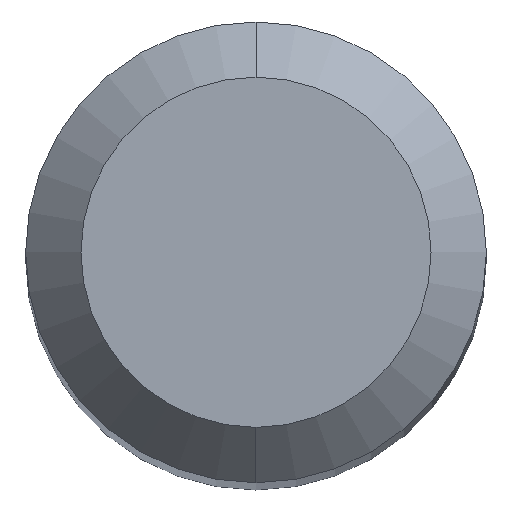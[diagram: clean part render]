
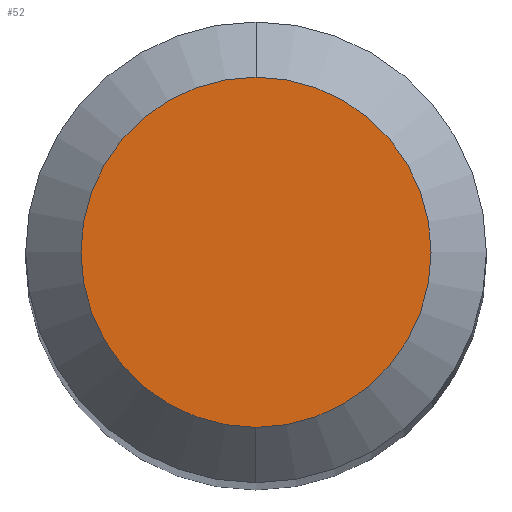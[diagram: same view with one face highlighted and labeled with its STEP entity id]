
A CAD part, top view. The second image highlights one B-rep face of the part: STEP entity #52.
In plain terms, the highlighted planar face has unit normal (0, 0, 1).
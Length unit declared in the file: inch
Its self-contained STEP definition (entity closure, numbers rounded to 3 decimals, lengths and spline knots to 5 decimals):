
#1 = ORIENTED_EDGE ( 'NONE', *, *, #10, .T. ) ;
#6 = DIRECTION ( 'NONE',  ( 0., -1., 0. ) ) ;
#10 = EDGE_CURVE ( 'NONE', #214, #58, #506, .T. ) ;
#52 = ADVANCED_FACE ( 'NONE', ( #453 ), #326, .F. ) ;
#58 = VERTEX_POINT ( 'NONE', #328 ) ;
#69 = CARTESIAN_POINT ( 'NONE',  ( 0., 0., 0. ) ) ;
#79 = CARTESIAN_POINT ( 'NONE',  ( 0., 0.0475, 0. ) ) ;
#85 = CARTESIAN_POINT ( 'NONE',  ( 0., 0., 0. ) ) ;
#108 = EDGE_LOOP ( 'NONE', ( #466, #1 ) ) ;
#145 = DIRECTION ( 'NONE',  ( 0., 0., 1. ) ) ;
#159 = DIRECTION ( 'NONE',  ( 0., 0., 1. ) ) ;
#201 = DIRECTION ( 'NONE',  ( 0., 1., 0. ) ) ;
#204 = DIRECTION ( 'NONE',  ( 0., 0., -1. ) ) ;
#214 = VERTEX_POINT ( 'NONE', #464 ) ;
#223 = AXIS2_PLACEMENT_3D ( 'NONE', #79, #204, #201 ) ;
#228 = DIRECTION ( 'NONE',  ( 0., -1., 0. ) ) ;
#270 = AXIS2_PLACEMENT_3D ( 'NONE', #85, #159, #6 ) ;
#282 = CIRCLE ( 'NONE', #270, 0.0475 ) ;
#326 = PLANE ( 'NONE',  #223 ) ;
#328 = CARTESIAN_POINT ( 'NONE',  ( 0., 0.0475, 0. ) ) ;
#427 = AXIS2_PLACEMENT_3D ( 'NONE', #69, #145, #228 ) ;
#453 = FACE_OUTER_BOUND ( 'NONE', #108, .T. ) ;
#464 = CARTESIAN_POINT ( 'NONE',  ( 0., -0.0475, 0. ) ) ;
#466 = ORIENTED_EDGE ( 'NONE', *, *, #513, .T. ) ;
#506 = CIRCLE ( 'NONE', #427, 0.0475 ) ;
#513 = EDGE_CURVE ( 'NONE', #58, #214, #282, .T. ) ;
